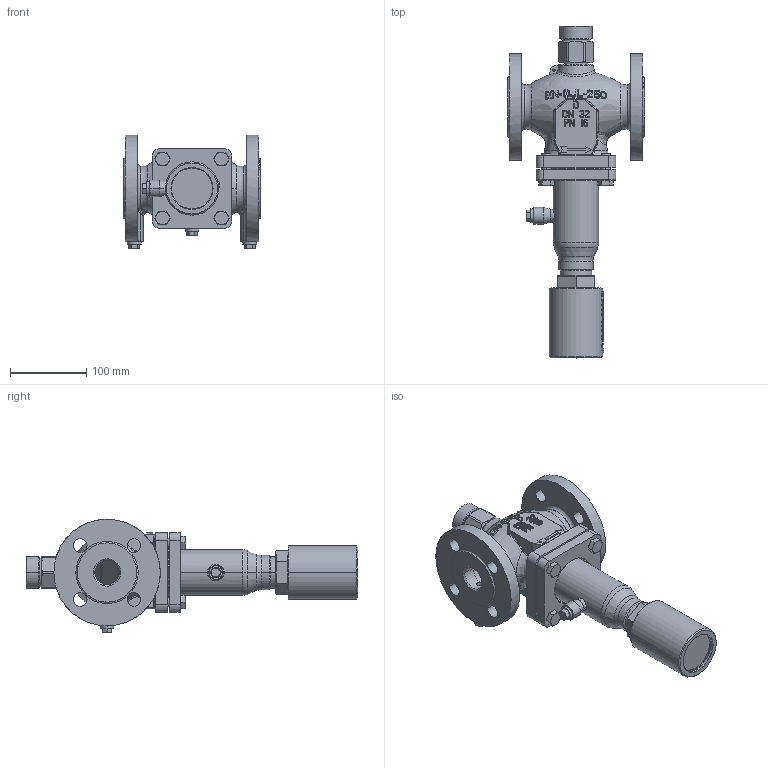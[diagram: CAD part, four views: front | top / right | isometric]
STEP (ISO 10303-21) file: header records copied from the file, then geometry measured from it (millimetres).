
FILE_DESCRIPTION((''),'2;1');
FILE_NAME('065B2741_ASM','2015-03-16T',('u317927'),('Danfoss'),'PRO/ENGINEER BY PARAMETRIC TECHNOLOGY CORPORATION, 2014000','PRO/ENGINEER BY PARAMETRIC TECHNOLOGY CORPORATION, 2014000','');
FILE_SCHEMA(('CONFIG_CONTROL_DESIGN'));
Products named in the file (10): 8861843; 88610140; 8861022; 88611930_ASM; 51018508; VIJAK_G1L4X12_ZAPIRALNI; 88619000; 88618270; 88618310; 065B2741_ASM
Assembly tree (15 placements, depth 3):
  065B2741_ASM
    8861843
    88611930_ASM
      88610140
      8861022
    51018508  x4
    VIJAK_G1L4X12_ZAPIRALNI  x4
    88619000
    88618270
    88618310
Bounding box: 180 x 436.58 x 149.2 mm (x, y, z)
Volume: 1567045.9 mm3; surface area: 404752.3 mm2
Topology: 14 solids, 38 shells, 1721 faces, 4463 edges, 2860 vertices
Faces by surface type: plane 1033, cylinder 333, cone 157, bspline 122, torus 72, sphere 4
Entity records: 55149 total; most frequent: CARTESIAN_POINT 18516, ORIENTED_EDGE 8044, DIRECTION 6849, EDGE_CURVE 4065, VERTEX_POINT 2614, AXIS2_PLACEMENT_3D 2452, VECTOR 1945, LINE 1945
